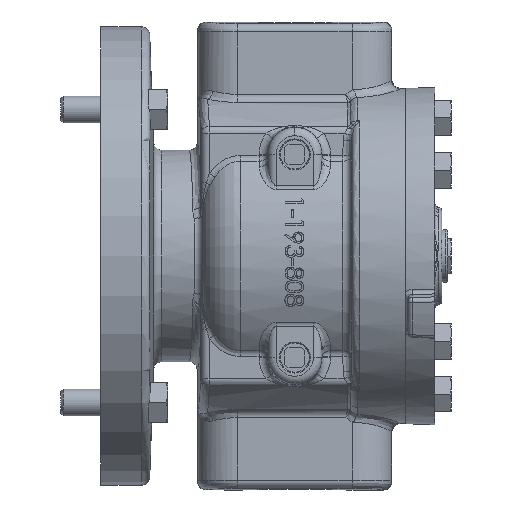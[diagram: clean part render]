
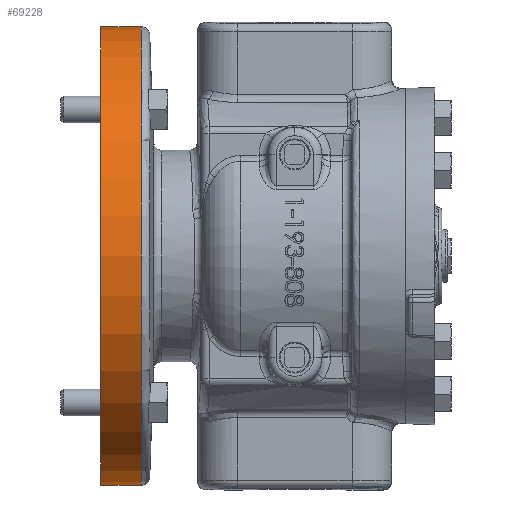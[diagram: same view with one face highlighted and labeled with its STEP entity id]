
A CAD part, front view. The second image highlights one B-rep face of the part: STEP entity #69228.
In plain terms, the highlighted cylindrical face has radius 82.55 mm (diameter 165.1 mm), a partial arc.
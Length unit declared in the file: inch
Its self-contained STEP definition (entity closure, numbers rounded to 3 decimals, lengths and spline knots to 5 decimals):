
#237 = CARTESIAN_POINT ( 'NONE',  ( -4.31, 0., -3.25 ) ) ;
#1242 = DIRECTION ( 'NONE',  ( 0., 0., 1. ) ) ;
#2421 = CARTESIAN_POINT ( 'NONE',  ( -3.73588, 0., 0. ) ) ;
#2906 = AXIS2_PLACEMENT_3D ( 'NONE', #43455, #13385, #1242 ) ;
#3335 = DIRECTION ( 'NONE',  ( 1., 0., 0. ) ) ;
#5918 = EDGE_CURVE ( 'NONE', #58608, #58112, #27225, .T. ) ;
#7716 = VECTOR ( 'NONE', #39019, 39.37008 ) ;
#8528 = DIRECTION ( 'NONE',  ( 0., 0., -1. ) ) ;
#12108 = ORIENTED_EDGE ( 'NONE', *, *, #30207, .T. ) ;
#13385 = DIRECTION ( 'NONE',  ( -1., 0., 0. ) ) ;
#22443 = ORIENTED_EDGE ( 'NONE', *, *, #65348, .T. ) ;
#23906 = CARTESIAN_POINT ( 'NONE',  ( -3.73588, 0., 3.25 ) ) ;
#25305 = FACE_OUTER_BOUND ( 'NONE', #39116, .T. ) ;
#25686 = LINE ( 'NONE', #32993, #7716 ) ;
#27225 = LINE ( 'NONE', #49453, #41376 ) ;
#28737 = AXIS2_PLACEMENT_3D ( 'NONE', #39512, #3335, #45565 ) ;
#29718 = CARTESIAN_POINT ( 'NONE',  ( -4.31, 0., 3.25 ) ) ;
#30207 = EDGE_CURVE ( 'NONE', #65032, #49789, #25686, .T. ) ;
#32993 = CARTESIAN_POINT ( 'NONE',  ( -3.0074, 0., 3.25 ) ) ;
#33129 = ORIENTED_EDGE ( 'NONE', *, *, #69114, .T. ) ;
#39019 = DIRECTION ( 'NONE',  ( -1., 0., 0. ) ) ;
#39116 = EDGE_LOOP ( 'NONE', ( #53298, #22443, #12108, #33129 ) ) ;
#39394 = CYLINDRICAL_SURFACE ( 'NONE', #2906, 3.25 ) ;
#39512 = CARTESIAN_POINT ( 'NONE',  ( -4.31, 0., 0. ) ) ;
#41376 = VECTOR ( 'NONE', #49708, 39.37008 ) ;
#42091 = CIRCLE ( 'NONE', #67334, 3.25 ) ;
#43455 = CARTESIAN_POINT ( 'NONE',  ( -3.0074, 0., 0. ) ) ;
#44677 = DIRECTION ( 'NONE',  ( -1., 0., 0. ) ) ;
#45565 = DIRECTION ( 'NONE',  ( 0., 0., -1. ) ) ;
#49453 = CARTESIAN_POINT ( 'NONE',  ( -3.0074, 0., -3.25 ) ) ;
#49708 = DIRECTION ( 'NONE',  ( -1., 0., 0. ) ) ;
#49789 = VERTEX_POINT ( 'NONE', #29718 ) ;
#50006 = CARTESIAN_POINT ( 'NONE',  ( -3.73588, 0., -3.25 ) ) ;
#53298 = ORIENTED_EDGE ( 'NONE', *, *, #5918, .F. ) ;
#58112 = VERTEX_POINT ( 'NONE', #237 ) ;
#58608 = VERTEX_POINT ( 'NONE', #50006 ) ;
#65032 = VERTEX_POINT ( 'NONE', #23906 ) ;
#65348 = EDGE_CURVE ( 'NONE', #58608, #65032, #42091, .T. ) ;
#67334 = AXIS2_PLACEMENT_3D ( 'NONE', #2421, #44677, #8528 ) ;
#69114 = EDGE_CURVE ( 'NONE', #49789, #58112, #76426, .T. ) ;
#69228 = ADVANCED_FACE ( 'NONE', ( #25305 ), #39394, .T. ) ;
#76426 = CIRCLE ( 'NONE', #28737, 3.25 ) ;
